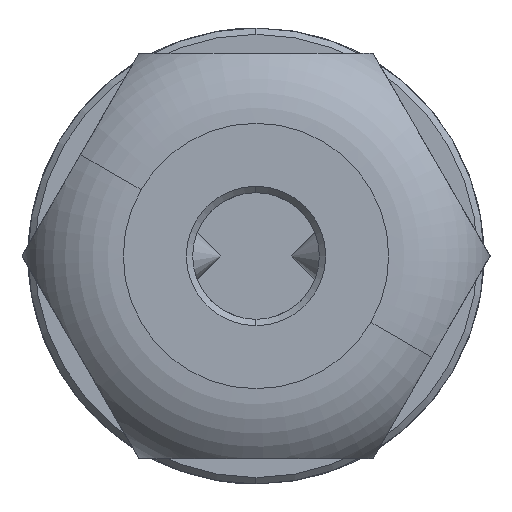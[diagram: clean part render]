
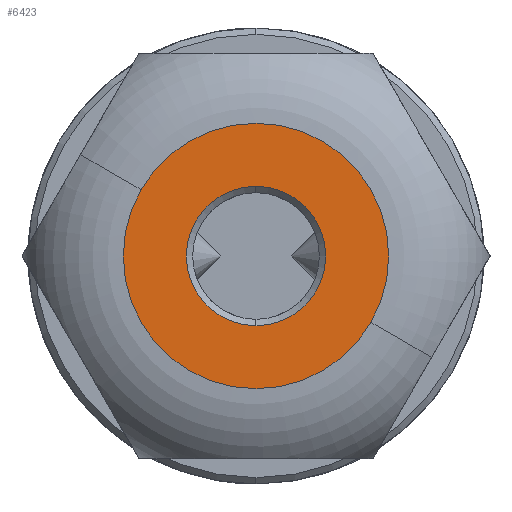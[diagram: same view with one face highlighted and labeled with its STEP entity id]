
A CAD part, left-side view. The second image highlights one B-rep face of the part: STEP entity #6423.
In plain terms, the highlighted face is planar.
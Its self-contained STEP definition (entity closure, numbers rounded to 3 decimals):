
#536 = CARTESIAN_POINT ( 'NONE',  ( 5.238, 0., 45. ) ) ;
#828 = CIRCLE ( 'NONE', #14089, 5.238 ) ;
#1557 = EDGE_CURVE ( 'NONE', #17533, #2010, #15128, .T. ) ;
#1726 = EDGE_CURVE ( 'NONE', #5304, #6125, #828, .T. ) ;
#1814 = CIRCLE ( 'NONE', #16090, 5.238 ) ;
#2010 = VERTEX_POINT ( 'NONE', #15874 ) ;
#2096 = CARTESIAN_POINT ( 'NONE',  ( 0., 0., 45. ) ) ;
#2513 = ORIENTED_EDGE ( 'NONE', *, *, #1557, .F. ) ;
#3083 = CARTESIAN_POINT ( 'NONE',  ( 0., 0., 45. ) ) ;
#4694 = DIRECTION ( 'NONE',  ( 0., 0., 1. ) ) ;
#5304 = VERTEX_POINT ( 'NONE', #536 ) ;
#5709 = CARTESIAN_POINT ( 'NONE',  ( 0., 0., 45. ) ) ;
#5946 = DIRECTION ( 'NONE',  ( 1., 0., 0. ) ) ;
#6124 = PLANE ( 'NONE',  #17080 ) ;
#6125 = VERTEX_POINT ( 'NONE', #18045 ) ;
#6423 = ADVANCED_FACE ( 'NONE', ( #13101, #15940 ), #6124, .T. ) ;
#6878 = AXIS2_PLACEMENT_3D ( 'NONE', #5709, #16022, #7212 ) ;
#7212 = DIRECTION ( 'NONE',  ( 1., 0., 0. ) ) ;
#7272 = EDGE_CURVE ( 'NONE', #6125, #5304, #1814, .T. ) ;
#7559 = DIRECTION ( 'NONE',  ( -1., 0., 0. ) ) ;
#7681 = CARTESIAN_POINT ( 'NONE',  ( 0., 0., 45. ) ) ;
#8978 = EDGE_LOOP ( 'NONE', ( #9971, #11300 ) ) ;
#9031 = DIRECTION ( 'NONE',  ( 0., 0., -1. ) ) ;
#9407 = ORIENTED_EDGE ( 'NONE', *, *, #12962, .F. ) ;
#9971 = ORIENTED_EDGE ( 'NONE', *, *, #7272, .F. ) ;
#11300 = ORIENTED_EDGE ( 'NONE', *, *, #1726, .F. ) ;
#11971 = CIRCLE ( 'NONE', #6878, 2.75 ) ;
#12855 = CARTESIAN_POINT ( 'NONE',  ( -2.75, 0., 45. ) ) ;
#12962 = EDGE_CURVE ( 'NONE', #2010, #17533, #11971, .T. ) ;
#13101 = FACE_BOUND ( 'NONE', #19054, .T. ) ;
#14089 = AXIS2_PLACEMENT_3D ( 'NONE', #3083, #9031, #7559 ) ;
#14517 = CARTESIAN_POINT ( 'NONE',  ( 0., 0., 45. ) ) ;
#15069 = DIRECTION ( 'NONE',  ( 1., 0., 0. ) ) ;
#15128 = CIRCLE ( 'NONE', #18288, 2.75 ) ;
#15453 = DIRECTION ( 'NONE',  ( 0., 0., -1. ) ) ;
#15874 = CARTESIAN_POINT ( 'NONE',  ( 2.75, 0., 45. ) ) ;
#15940 = FACE_OUTER_BOUND ( 'NONE', #8978, .T. ) ;
#16022 = DIRECTION ( 'NONE',  ( 0., 0., 1. ) ) ;
#16090 = AXIS2_PLACEMENT_3D ( 'NONE', #2096, #15453, #16928 ) ;
#16111 = DIRECTION ( 'NONE',  ( 0., 0., 1. ) ) ;
#16928 = DIRECTION ( 'NONE',  ( -1., 0., 0. ) ) ;
#17080 = AXIS2_PLACEMENT_3D ( 'NONE', #7681, #16111, #15069 ) ;
#17533 = VERTEX_POINT ( 'NONE', #12855 ) ;
#18045 = CARTESIAN_POINT ( 'NONE',  ( -5.238, 0., 45. ) ) ;
#18288 = AXIS2_PLACEMENT_3D ( 'NONE', #14517, #4694, #5946 ) ;
#19054 = EDGE_LOOP ( 'NONE', ( #9407, #2513 ) ) ;
